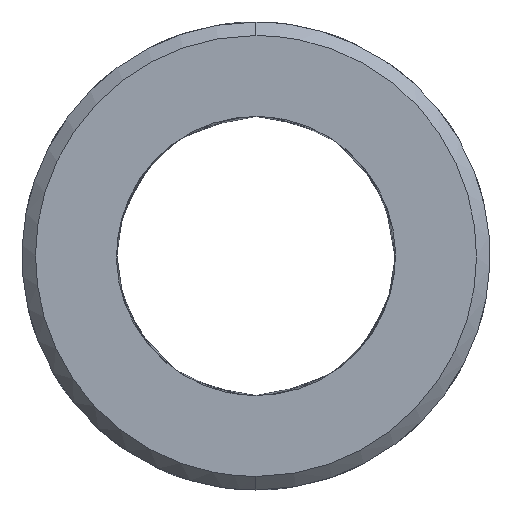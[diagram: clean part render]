
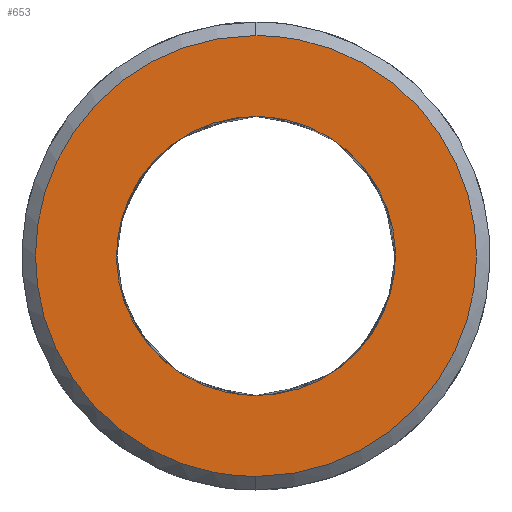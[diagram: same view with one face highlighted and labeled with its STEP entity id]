
A CAD part, front view. The second image highlights one B-rep face of the part: STEP entity #653.
In plain terms, the highlighted free-form (B-spline) face has degree [1, 1] with [2, 2] control points.
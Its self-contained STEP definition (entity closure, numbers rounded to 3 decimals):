
#415 = EDGE_CURVE('',#416,#418,#420,.T.);
#416 = VERTEX_POINT('',#417);
#417 = CARTESIAN_POINT('',(0.,0.,-33.648));
#418 = VERTEX_POINT('',#419);
#419 = CARTESIAN_POINT('',(0.,0.,33.648));
#420 = ( BOUNDED_CURVE() B_SPLINE_CURVE(2,(#421,#422,#423,#424,#425),
.UNSPECIFIED.,.F.,.F.) B_SPLINE_CURVE_WITH_KNOTS((3,2,3),(0.,
1.571,3.142),.PIECEWISE_BEZIER_KNOTS.) CURVE() 
GEOMETRIC_REPRESENTATION_ITEM() RATIONAL_B_SPLINE_CURVE((1.,
0.707,1.,0.707,1.)) REPRESENTATION_ITEM('') );
#421 = CARTESIAN_POINT('',(0.,0.,-33.648));
#422 = CARTESIAN_POINT('',(33.648,0.,-33.648));
#423 = CARTESIAN_POINT('',(33.648,0.,0.));
#424 = CARTESIAN_POINT('',(33.648,0.,33.648));
#425 = CARTESIAN_POINT('',(0.,0.,33.648));
#484 = VERTEX_POINT('',#485);
#485 = CARTESIAN_POINT('',(0.,0.,-21.288));
#490 = EDGE_CURVE('',#491,#484,#493,.T.);
#491 = VERTEX_POINT('',#492);
#492 = CARTESIAN_POINT('',(0.,0.,21.288));
#493 = ( BOUNDED_CURVE() B_SPLINE_CURVE(2,(#494,#495,#496,#497,#498),
.UNSPECIFIED.,.F.,.F.) B_SPLINE_CURVE_WITH_KNOTS((3,2,3),(3.142,
4.712,6.283),.PIECEWISE_BEZIER_KNOTS.) CURVE() 
GEOMETRIC_REPRESENTATION_ITEM() RATIONAL_B_SPLINE_CURVE((1.,
0.707,1.,0.707,1.)) REPRESENTATION_ITEM('') );
#494 = CARTESIAN_POINT('',(0.,0.,21.288));
#495 = CARTESIAN_POINT('',(-21.288,0.,21.288));
#496 = CARTESIAN_POINT('',(-21.288,0.,0.));
#497 = CARTESIAN_POINT('',(-21.288,0.,-21.288));
#498 = CARTESIAN_POINT('',(0.,0.,-21.288));
#609 = EDGE_CURVE('',#484,#491,#610,.T.);
#610 = ( BOUNDED_CURVE() B_SPLINE_CURVE(2,(#611,#612,#613,#614,#615),
.UNSPECIFIED.,.F.,.F.) B_SPLINE_CURVE_WITH_KNOTS((3,2,3),(0.,
1.571,3.142),.PIECEWISE_BEZIER_KNOTS.) CURVE() 
GEOMETRIC_REPRESENTATION_ITEM() RATIONAL_B_SPLINE_CURVE((1.,
0.707,1.,0.707,1.)) REPRESENTATION_ITEM('') );
#611 = CARTESIAN_POINT('',(0.,0.,-21.288));
#612 = CARTESIAN_POINT('',(21.288,0.,-21.288));
#613 = CARTESIAN_POINT('',(21.288,0.,0.));
#614 = CARTESIAN_POINT('',(21.288,0.,21.288));
#615 = CARTESIAN_POINT('',(0.,0.,21.288));
#653 = ADVANCED_FACE('',(#654,#665),#669,.T.);
#654 = FACE_BOUND('',#655,.T.);
#655 = EDGE_LOOP('',(#656,#664));
#656 = ORIENTED_EDGE('',*,*,#657,.T.);
#657 = EDGE_CURVE('',#418,#416,#658,.T.);
#658 = ( BOUNDED_CURVE() B_SPLINE_CURVE(2,(#659,#660,#661,#662,#663),
.UNSPECIFIED.,.F.,.F.) B_SPLINE_CURVE_WITH_KNOTS((3,2,3),(3.142,
4.712,6.283),.PIECEWISE_BEZIER_KNOTS.) CURVE() 
GEOMETRIC_REPRESENTATION_ITEM() RATIONAL_B_SPLINE_CURVE((1.,
0.707,1.,0.707,1.)) REPRESENTATION_ITEM('') );
#659 = CARTESIAN_POINT('',(0.,0.,33.648));
#660 = CARTESIAN_POINT('',(-33.648,0.,33.648));
#661 = CARTESIAN_POINT('',(-33.648,0.,0.));
#662 = CARTESIAN_POINT('',(-33.648,0.,-33.648));
#663 = CARTESIAN_POINT('',(0.,0.,-33.648));
#664 = ORIENTED_EDGE('',*,*,#415,.T.);
#665 = FACE_BOUND('',#666,.T.);
#666 = EDGE_LOOP('',(#667,#668));
#667 = ORIENTED_EDGE('',*,*,#609,.F.);
#668 = ORIENTED_EDGE('',*,*,#490,.F.);
#669 = B_SPLINE_SURFACE_WITH_KNOTS('',1,1,(
    (#670,#671)
    ,(#672,#673
    )),.UNSPECIFIED.,.F.,.F.,.F.,(2,2),(2,2),(-40.,9.),(-24.5,24.5),
  .PIECEWISE_BEZIER_KNOTS.);
#670 = CARTESIAN_POINT('',(-33.648,0.,33.648));
#671 = CARTESIAN_POINT('',(33.648,0.,33.648));
#672 = CARTESIAN_POINT('',(-33.648,0.,-33.648));
#673 = CARTESIAN_POINT('',(33.648,0.,-33.648));
